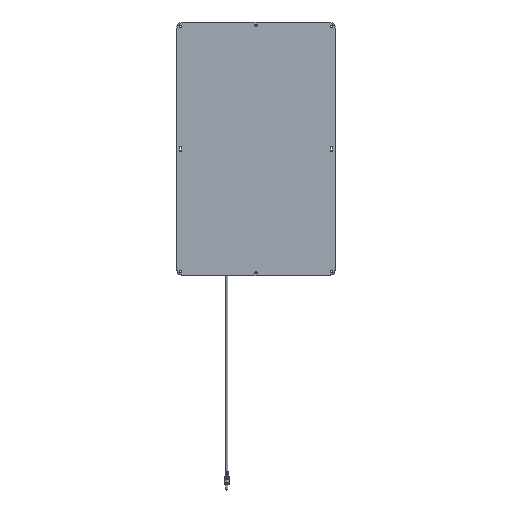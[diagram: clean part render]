
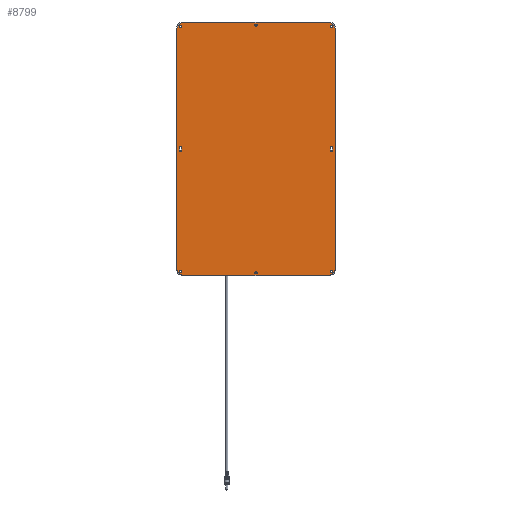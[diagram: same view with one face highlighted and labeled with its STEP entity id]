
A CAD part, top view. The second image highlights one B-rep face of the part: STEP entity #8799.
In plain terms, the highlighted face is planar.
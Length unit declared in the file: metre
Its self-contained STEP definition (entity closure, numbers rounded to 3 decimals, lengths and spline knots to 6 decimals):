
#475=PLANE('',#10188);
#807=LINE('',#13780,#1527);
#811=LINE('',#13792,#1531);
#816=LINE('',#13807,#1536);
#820=LINE('',#13819,#1540);
#824=LINE('',#13831,#1544);
#827=LINE('',#13837,#1547);
#832=LINE('',#13852,#1552);
#835=LINE('',#13863,#1555);
#1527=VECTOR('',#11119,1.);
#1531=VECTOR('',#11131,1.);
#1536=VECTOR('',#11144,1.);
#1540=VECTOR('',#11156,1.);
#1544=VECTOR('',#11168,1.);
#1547=VECTOR('',#11173,1.);
#1552=VECTOR('',#11186,1.);
#1555=VECTOR('',#11197,1.);
#2343=ORIENTED_EDGE('',*,*,#4774,.T.);
#2344=ORIENTED_EDGE('',*,*,#4772,.F.);
#2345=ORIENTED_EDGE('',*,*,#4770,.T.);
#2346=ORIENTED_EDGE('',*,*,#4749,.F.);
#2347=ORIENTED_EDGE('',*,*,#4767,.F.);
#2348=ORIENTED_EDGE('',*,*,#4756,.T.);
#2349=ORIENTED_EDGE('',*,*,#4753,.F.);
#2350=ORIENTED_EDGE('',*,*,#4727,.T.);
#2351=ORIENTED_EDGE('',*,*,#4765,.F.);
#2352=ORIENTED_EDGE('',*,*,#4746,.F.);
#2353=ORIENTED_EDGE('',*,*,#4743,.F.);
#2354=ORIENTED_EDGE('',*,*,#4740,.F.);
#2355=ORIENTED_EDGE('',*,*,#4737,.F.);
#2356=ORIENTED_EDGE('',*,*,#4734,.T.);
#2357=ORIENTED_EDGE('',*,*,#4731,.F.);
#2358=ORIENTED_EDGE('',*,*,#4764,.T.);
#2359=ORIENTED_EDGE('',*,*,#4717,.T.);
#2360=ORIENTED_EDGE('',*,*,#4761,.F.);
#2361=ORIENTED_EDGE('',*,*,#4724,.T.);
#2362=ORIENTED_EDGE('',*,*,#4721,.T.);
#2363=ORIENTED_EDGE('',*,*,#4760,.F.);
#2364=ORIENTED_EDGE('',*,*,#4776,.F.);
#4717=EDGE_CURVE('',#5953,#5954,#6769,.T.);
#4721=EDGE_CURVE('',#5957,#5953,#807,.T.);
#4724=EDGE_CURVE('',#5959,#5957,#6771,.T.);
#4727=EDGE_CURVE('',#5961,#5962,#811,.T.);
#4731=EDGE_CURVE('',#5961,#5965,#6773,.T.);
#4734=EDGE_CURVE('',#5967,#5965,#816,.T.);
#4737=EDGE_CURVE('',#5967,#5969,#6775,.T.);
#4740=EDGE_CURVE('',#5969,#5971,#820,.T.);
#4743=EDGE_CURVE('',#5971,#5973,#6777,.T.);
#4746=EDGE_CURVE('',#5973,#5975,#824,.T.);
#4749=EDGE_CURVE('',#5977,#5978,#827,.T.);
#4753=EDGE_CURVE('',#5978,#5981,#6779,.T.);
#4756=EDGE_CURVE('',#5983,#5981,#832,.T.);
#4760=EDGE_CURVE('',#5986,#5986,#6782,.T.);
#4761=EDGE_CURVE('',#5959,#5954,#835,.T.);
#4764=EDGE_CURVE('',#5988,#5988,#6784,.T.);
#4765=EDGE_CURVE('',#5975,#5962,#6785,.T.);
#4767=EDGE_CURVE('',#5983,#5977,#6787,.T.);
#4770=EDGE_CURVE('',#5990,#5990,#6790,.T.);
#4772=EDGE_CURVE('',#5992,#5992,#6792,.T.);
#4774=EDGE_CURVE('',#5994,#5994,#6794,.T.);
#4776=EDGE_CURVE('',#5996,#5996,#6796,.T.);
#5953=VERTEX_POINT('',#13772);
#5954=VERTEX_POINT('',#13773);
#5957=VERTEX_POINT('',#13781);
#5959=VERTEX_POINT('',#13787);
#5961=VERTEX_POINT('',#13793);
#5962=VERTEX_POINT('',#13794);
#5965=VERTEX_POINT('',#13802);
#5967=VERTEX_POINT('',#13808);
#5969=VERTEX_POINT('',#13814);
#5971=VERTEX_POINT('',#13820);
#5973=VERTEX_POINT('',#13826);
#5975=VERTEX_POINT('',#13832);
#5977=VERTEX_POINT('',#13838);
#5978=VERTEX_POINT('',#13839);
#5981=VERTEX_POINT('',#13847);
#5983=VERTEX_POINT('',#13853);
#5986=VERTEX_POINT('',#13861);
#5988=VERTEX_POINT('',#13869);
#5990=VERTEX_POINT('',#13880);
#5992=VERTEX_POINT('',#13885);
#5994=VERTEX_POINT('',#13890);
#5996=VERTEX_POINT('',#13895);
#6769=CIRCLE('',#10138,0.002);
#6771=CIRCLE('',#10142,0.002);
#6773=CIRCLE('',#10146,0.0117);
#6775=CIRCLE('',#10150,0.0117);
#6777=CIRCLE('',#10154,0.0117);
#6779=CIRCLE('',#10159,0.002);
#6782=CIRCLE('',#10164,0.002);
#6784=CIRCLE('',#10168,0.002);
#6785=CIRCLE('',#10170,0.0117);
#6787=CIRCLE('',#10173,0.002);
#6790=CIRCLE('',#10177,0.002);
#6792=CIRCLE('',#10180,0.002);
#6794=CIRCLE('',#10183,0.002);
#6796=CIRCLE('',#10186,0.002);
#7177=EDGE_LOOP('',(#2343));
#7178=EDGE_LOOP('',(#2344));
#7179=EDGE_LOOP('',(#2345));
#7180=EDGE_LOOP('',(#2346,#2347,#2348,#2349));
#7181=EDGE_LOOP('',(#2350,#2351,#2352,#2353,#2354,#2355,#2356,#2357));
#7182=EDGE_LOOP('',(#2358));
#7183=EDGE_LOOP('',(#2359,#2360,#2361,#2362));
#7184=EDGE_LOOP('',(#2363));
#7185=EDGE_LOOP('',(#2364));
#7909=FACE_BOUND('',#7177,.T.);
#7910=FACE_BOUND('',#7178,.T.);
#7911=FACE_BOUND('',#7179,.T.);
#7912=FACE_BOUND('',#7180,.T.);
#7913=FACE_BOUND('',#7181,.T.);
#7914=FACE_BOUND('',#7182,.T.);
#7915=FACE_BOUND('',#7183,.T.);
#7916=FACE_BOUND('',#7184,.T.);
#7917=FACE_BOUND('',#7185,.T.);
#8799=ADVANCED_FACE('',(#7909,#7910,#7911,#7912,#7913,#7914,#7915,#7916,
#7917),#475,.F.);
#10138=AXIS2_PLACEMENT_3D('',#13771,#11111,#11112);
#10142=AXIS2_PLACEMENT_3D('',#13786,#11124,#11125);
#10146=AXIS2_PLACEMENT_3D('',#13801,#11137,#11138);
#10150=AXIS2_PLACEMENT_3D('',#13813,#11149,#11150);
#10154=AXIS2_PLACEMENT_3D('',#13825,#11161,#11162);
#10159=AXIS2_PLACEMENT_3D('',#13846,#11179,#11180);
#10164=AXIS2_PLACEMENT_3D('',#13860,#11193,#11194);
#10168=AXIS2_PLACEMENT_3D('',#13868,#11203,#11204);
#10170=AXIS2_PLACEMENT_3D('',#13871,#11207,#11208);
#10173=AXIS2_PLACEMENT_3D('',#13874,#11213,#11214);
#10177=AXIS2_PLACEMENT_3D('',#13879,#11221,#11222);
#10180=AXIS2_PLACEMENT_3D('',#13884,#11227,#11228);
#10183=AXIS2_PLACEMENT_3D('',#13889,#11233,#11234);
#10186=AXIS2_PLACEMENT_3D('',#13894,#11239,#11240);
#10188=AXIS2_PLACEMENT_3D('',#13897,#11243,#11244);
#11111=DIRECTION('',(0.,0.,1.));
#11112=DIRECTION('',(1.,0.,0.));
#11119=DIRECTION('',(0.,1.,0.));
#11124=DIRECTION('',(0.,0.,1.));
#11125=DIRECTION('',(1.,0.,0.));
#11131=DIRECTION('',(-1.,0.,0.));
#11137=DIRECTION('',(0.,0.,1.));
#11138=DIRECTION('',(1.,0.,0.));
#11144=DIRECTION('',(0.,-1.,0.));
#11149=DIRECTION('',(0.,0.,1.));
#11150=DIRECTION('',(1.,0.,0.));
#11156=DIRECTION('',(-1.,0.,0.));
#11161=DIRECTION('',(0.,0.,1.));
#11162=DIRECTION('',(1.,0.,0.));
#11168=DIRECTION('',(0.,-1.,0.));
#11173=DIRECTION('',(0.,1.,0.));
#11179=DIRECTION('',(0.,0.,-1.));
#11180=DIRECTION('',(1.,0.,0.));
#11186=DIRECTION('',(0.,1.,0.));
#11193=DIRECTION('',(0.,0.,-1.));
#11194=DIRECTION('',(1.,0.,0.));
#11197=DIRECTION('',(0.,1.,0.));
#11203=DIRECTION('',(0.,0.,1.));
#11204=DIRECTION('',(1.,0.,0.));
#11207=DIRECTION('',(0.,0.,1.));
#11208=DIRECTION('',(1.,0.,0.));
#11213=DIRECTION('',(0.,0.,-1.));
#11214=DIRECTION('',(1.,0.,0.));
#11221=DIRECTION('',(0.,0.,1.));
#11222=DIRECTION('',(1.,0.,0.));
#11227=DIRECTION('',(0.,0.,-1.));
#11228=DIRECTION('',(1.,0.,0.));
#11233=DIRECTION('',(0.,0.,1.));
#11234=DIRECTION('',(1.,0.,0.));
#11239=DIRECTION('',(0.,0.,-1.));
#11240=DIRECTION('',(1.,0.,0.));
#11243=DIRECTION('',(0.,0.,1.));
#11244=DIRECTION('',(1.,0.,0.));
#13771=CARTESIAN_POINT('',(-0.1295,0.002395,0.002));
#13772=CARTESIAN_POINT('',(-0.1275,0.002395,0.002));
#13773=CARTESIAN_POINT('',(-0.1315,0.002395,0.002));
#13780=CARTESIAN_POINT('',(-0.1275,0.,0.002));
#13781=CARTESIAN_POINT('',(-0.1275,-0.002395,0.002));
#13786=CARTESIAN_POINT('',(-0.1295,-0.002395,0.002));
#13787=CARTESIAN_POINT('',(-0.1315,-0.002395,0.002));
#13792=CARTESIAN_POINT('',(0.,-0.217,0.002));
#13793=CARTESIAN_POINT('',(0.1243,-0.217,0.002));
#13794=CARTESIAN_POINT('',(-0.1243,-0.217,0.002));
#13801=CARTESIAN_POINT('',(0.1243,-0.2053,0.002));
#13802=CARTESIAN_POINT('',(0.136,-0.2053,0.002));
#13807=CARTESIAN_POINT('',(0.136,0.,0.002));
#13808=CARTESIAN_POINT('',(0.136,0.2053,0.002));
#13813=CARTESIAN_POINT('',(0.1243,0.2053,0.002));
#13814=CARTESIAN_POINT('',(0.1243,0.217,0.002));
#13819=CARTESIAN_POINT('',(0.,0.217,0.002));
#13820=CARTESIAN_POINT('',(-0.1243,0.217,0.002));
#13825=CARTESIAN_POINT('',(-0.1243,0.2053,0.002));
#13826=CARTESIAN_POINT('',(-0.136,0.2053,0.002));
#13831=CARTESIAN_POINT('',(-0.136,0.,0.002));
#13832=CARTESIAN_POINT('',(-0.136,-0.2053,0.002));
#13837=CARTESIAN_POINT('',(0.1275,0.,0.002));
#13838=CARTESIAN_POINT('',(0.1275,-0.002395,0.002));
#13839=CARTESIAN_POINT('',(0.1275,0.002395,0.002));
#13846=CARTESIAN_POINT('',(0.1295,0.002395,0.002));
#13847=CARTESIAN_POINT('',(0.1315,0.002395,0.002));
#13852=CARTESIAN_POINT('',(0.1315,0.,0.002));
#13853=CARTESIAN_POINT('',(0.1315,-0.002395,0.002));
#13860=CARTESIAN_POINT('',(-0.1295,-0.2105,0.002));
#13861=CARTESIAN_POINT('',(-0.1275,-0.2105,0.002));
#13863=CARTESIAN_POINT('',(-0.1315,0.,0.002));
#13868=CARTESIAN_POINT('',(-0.1295,0.2105,0.002));
#13869=CARTESIAN_POINT('',(-0.1275,0.2105,0.002));
#13871=CARTESIAN_POINT('',(-0.1243,-0.2053,0.002));
#13874=CARTESIAN_POINT('',(0.1295,-0.002395,0.002));
#13879=CARTESIAN_POINT('',(0.1295,-0.2105,0.002));
#13880=CARTESIAN_POINT('',(0.1315,-0.2105,0.002));
#13884=CARTESIAN_POINT('',(0.,-0.2125,0.002));
#13885=CARTESIAN_POINT('',(0.002,-0.2125,0.002));
#13889=CARTESIAN_POINT('',(0.,0.2125,0.002));
#13890=CARTESIAN_POINT('',(0.002,0.2125,0.002));
#13894=CARTESIAN_POINT('',(0.1295,0.2105,0.002));
#13895=CARTESIAN_POINT('',(0.1315,0.2105,0.002));
#13897=CARTESIAN_POINT('',(0.,0.,0.002));
